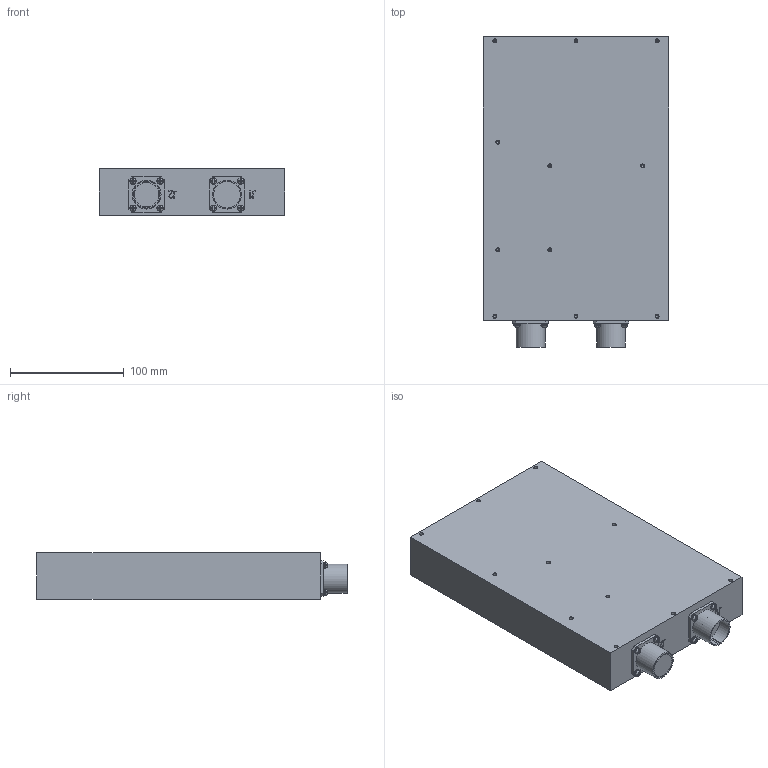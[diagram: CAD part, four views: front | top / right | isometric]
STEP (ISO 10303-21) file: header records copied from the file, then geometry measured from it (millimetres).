
FILE_DESCRIPTION(/* description */ ('Unknown'),/* implementation_level */ '2;1');
FILE_NAME(/* name */ 'M2803001',/* time_stamp */ '2020-05-09T22:51:03-04:00',/* author */ ('Unknown'),/* organization */ ('Unknown'),/* preprocessor_version */ 'ST-DEVELOPER v16.7',/* originating_system */ 'DEX',/* authorisation */ $);
FILE_SCHEMA (('CONFIG_CONTROL_DESIGN'));
Length unit declared in the file: millimetre
Products named in the file (8): M2803001; MAIN BODY; D38999-20WD-15P; D38999-20WD-15S; HEAD4-40-12; MS51957-12; MS35338-134; NAS620C4
Assembly tree (14 placements, depth 3):
  M2803001
    MAIN BODY
    D38999-20WD-15P
    D38999-20WD-15S
    HEAD4-40-12  x8
      MS51957-12
      MS35338-134
      NAS620C4
Bounding box: 163.07 x 272.25 x 40.64 mm (x, y, z)
Volume: 1674702.2 mm3; surface area: 130992 mm2
Topology: 27 solids, 27 shells, 420 faces, 1014 edges, 682 vertices
Faces by surface type: plane 278, cylinder 108, cone 19, torus 8, bspline 7
Full cylindrical faces by diameter (mm): 2.156 x30, 2.844 x8, 2.95 x8, 3.25 x8, 3.505 x11, 5.309 x8, 5.563 x8, 19 x2, 20 x2, 21.4 x1, 22 x2, 25.4 x2
Entity records: 7195 total; most frequent: CARTESIAN_POINT 1700, DIRECTION 807, ORIENTED_EDGE 676, FACE_BOUND 342, EDGE_CURVE 338, AXIS2_PLACEMENT_3D 331, EDGE_LOOP 323, VERTEX_POINT 282
